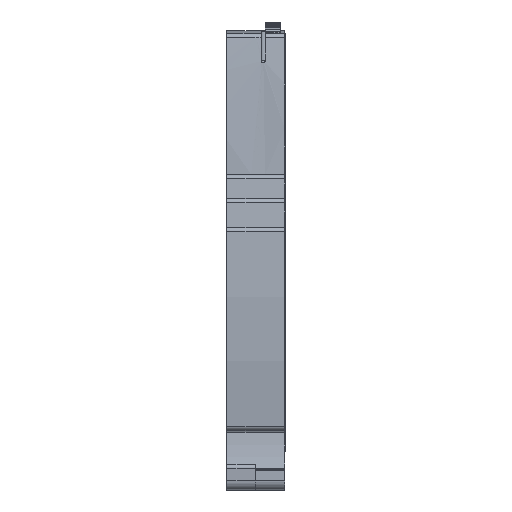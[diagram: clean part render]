
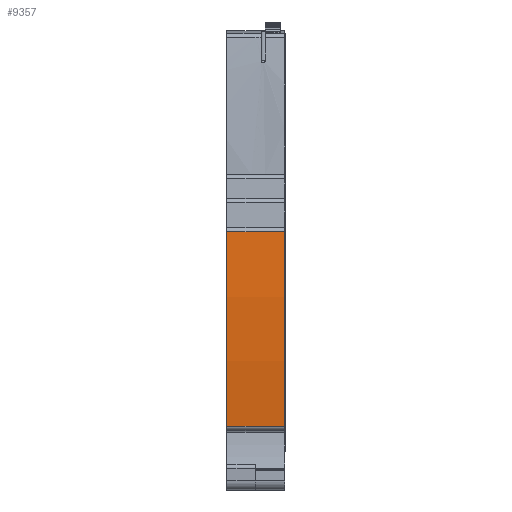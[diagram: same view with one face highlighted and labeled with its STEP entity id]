
A CAD part, front view. The second image highlights one B-rep face of the part: STEP entity #9357.
In plain terms, the highlighted cylindrical face has radius 202 mm (diameter 404 mm), a partial arc.
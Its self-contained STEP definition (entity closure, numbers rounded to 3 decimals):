
#1521=AXIS2_PLACEMENT_3D('Circle Axis2P3D',#1519,#1520,$) ;
#5079=AXIS2_PLACEMENT_3D('Circle Axis2P3D',#5077,#5078,$) ;
#9344=AXIS2_PLACEMENT_3D('Cylinder Axis2P3D',#9341,#9342,#9343) ;
#1516=CARTESIAN_POINT('Vertex',(12.05,0.609,53.828)) ;
#1519=CARTESIAN_POINT('Axis2P3D Location',(12.05,202.,38.15)) ;
#1523=CARTESIAN_POINT('Vertex',(12.05,1.531,13.327)) ;
#5074=CARTESIAN_POINT('Vertex',(0.,1.531,13.327)) ;
#5077=CARTESIAN_POINT('Axis2P3D Location',(0.,202.,38.15)) ;
#5081=CARTESIAN_POINT('Vertex',(0.,0.609,53.828)) ;
#9328=CARTESIAN_POINT('Line Origine',(1.94,0.609,53.828)) ;
#9341=CARTESIAN_POINT('Axis2P3D Location',(2.55,202.,38.15)) ;
#9346=CARTESIAN_POINT('Line Origine',(2.55,1.531,13.327)) ;
#1520=DIRECTION('Axis2P3D Direction',(1.,0.,0.)) ;
#5078=DIRECTION('Axis2P3D Direction',(1.,0.,0.)) ;
#9329=DIRECTION('Vector Direction',(1.,0.,0.)) ;
#9342=DIRECTION('Axis2P3D Direction',(1.,0.,0.)) ;
#9343=DIRECTION('Axis2P3D XDirection',(0.,-0.997,0.082)) ;
#9347=DIRECTION('Vector Direction',(1.,0.,0.)) ;
#9330=VECTOR('Line Direction',#9329,1.) ;
#9348=VECTOR('Line Direction',#9347,1.) ;
#9352=ORIENTED_EDGE('',*,*,#5083,.T.) ;
#9353=ORIENTED_EDGE('',*,*,#9350,.F.) ;
#9354=ORIENTED_EDGE('',*,*,#1525,.F.) ;
#9355=ORIENTED_EDGE('',*,*,#9332,.T.) ;
#9357=ADVANCED_FACE('KLEMME',(#9356),#9345,.T.) ;
#1522=CIRCLE('generated circle',#1521,202.) ;
#5080=CIRCLE('generated circle',#5079,202.) ;
#9345=CYLINDRICAL_SURFACE('generated cylinder',#9344,202.) ;
#1525=EDGE_CURVE('',#1517,#1524,#1522,.T.) ;
#5083=EDGE_CURVE('',#5082,#5075,#5080,.T.) ;
#9332=EDGE_CURVE('',#1517,#5082,#9331,.F.) ;
#9350=EDGE_CURVE('',#1524,#5075,#9349,.F.) ;
#9351=EDGE_LOOP('',(#9352,#9353,#9354,#9355)) ;
#9356=FACE_OUTER_BOUND('',#9351,.T.) ;
#9331=LINE('Line',#9328,#9330) ;
#9349=LINE('Line',#9346,#9348) ;
#1517=VERTEX_POINT('',#1516) ;
#1524=VERTEX_POINT('',#1523) ;
#5075=VERTEX_POINT('',#5074) ;
#5082=VERTEX_POINT('',#5081) ;
